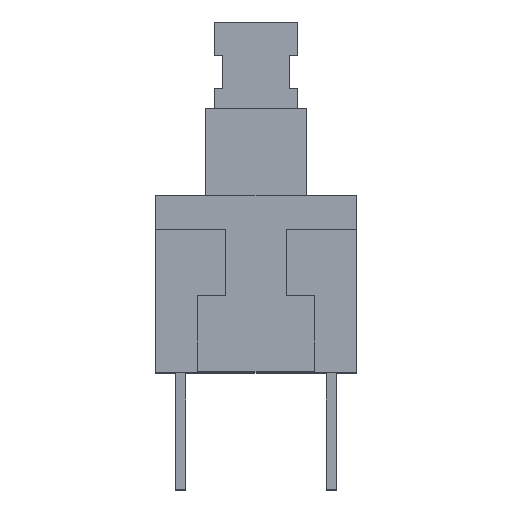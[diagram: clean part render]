
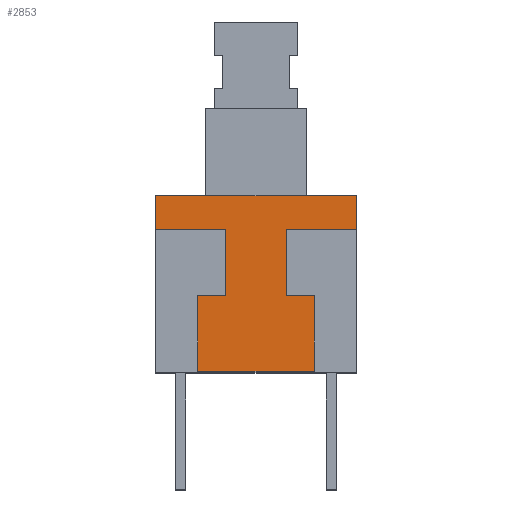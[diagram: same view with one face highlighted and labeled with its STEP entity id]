
A CAD part, top view. The second image highlights one B-rep face of the part: STEP entity #2853.
In plain terms, the highlighted planar face has unit normal (0, 0, 1).
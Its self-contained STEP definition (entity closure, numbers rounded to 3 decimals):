
#62 = DIRECTION ( 'NONE',  ( -1., 0., 0. ) ) ;
#80 = CARTESIAN_POINT ( 'NONE',  ( -0.9, -3., 3. ) ) ;
#83 = CARTESIAN_POINT ( 'NONE',  ( 3., 0., 3. ) ) ;
#116 = CARTESIAN_POINT ( 'NONE',  ( 1.75, -5.25, 3. ) ) ;
#160 = CARTESIAN_POINT ( 'NONE',  ( 0.9, -3., 3. ) ) ;
#252 = VERTEX_POINT ( 'NONE', #1640 ) ;
#262 = EDGE_CURVE ( 'NONE', #891, #3740, #2814, .T. ) ;
#323 = DIRECTION ( 'NONE',  ( 1., 0., 0. ) ) ;
#373 = VERTEX_POINT ( 'NONE', #2377 ) ;
#408 = LINE ( 'NONE', #3736, #2987 ) ;
#444 = EDGE_CURVE ( 'NONE', #252, #2269, #3469, .T. ) ;
#466 = DIRECTION ( 'NONE',  ( 0., -1., 0. ) ) ;
#511 = ORIENTED_EDGE ( 'NONE', *, *, #3872, .T. ) ;
#523 = ORIENTED_EDGE ( 'NONE', *, *, #2413, .T. ) ;
#654 = DIRECTION ( 'NONE',  ( 0., 1., 0. ) ) ;
#664 = LINE ( 'NONE', #83, #2670 ) ;
#712 = PLANE ( 'NONE',  #3741 ) ;
#812 = ORIENTED_EDGE ( 'NONE', *, *, #262, .T. ) ;
#823 = CARTESIAN_POINT ( 'NONE',  ( -3., -1., 3. ) ) ;
#891 = VERTEX_POINT ( 'NONE', #1632 ) ;
#943 = CARTESIAN_POINT ( 'NONE',  ( -3., 0., 3. ) ) ;
#974 = CARTESIAN_POINT ( 'NONE',  ( 0.9, -1., 3. ) ) ;
#1004 = CARTESIAN_POINT ( 'NONE',  ( 0.9, -1., 3. ) ) ;
#1040 = CARTESIAN_POINT ( 'NONE',  ( -3., 0., 3. ) ) ;
#1188 = CARTESIAN_POINT ( 'NONE',  ( 0.9, -3., 3. ) ) ;
#1261 = DIRECTION ( 'NONE',  ( 0., 1., 0. ) ) ;
#1310 = DIRECTION ( 'NONE',  ( 0., 1., 0. ) ) ;
#1398 = VECTOR ( 'NONE', #654, 1000. ) ;
#1457 = EDGE_LOOP ( 'NONE', ( #2882, #3128, #2759, #523, #812, #2937, #2614, #2193, #2272, #2669, #511, #1465 ) ) ;
#1465 = ORIENTED_EDGE ( 'NONE', *, *, #3663, .T. ) ;
#1497 = LINE ( 'NONE', #3650, #3212 ) ;
#1592 = CARTESIAN_POINT ( 'NONE',  ( 1.75, -3., 3. ) ) ;
#1626 = VERTEX_POINT ( 'NONE', #160 ) ;
#1632 = CARTESIAN_POINT ( 'NONE',  ( -1.75, -3., 3. ) ) ;
#1640 = CARTESIAN_POINT ( 'NONE',  ( -0.9, -1., 3. ) ) ;
#1643 = VERTEX_POINT ( 'NONE', #1592 ) ;
#1700 = LINE ( 'NONE', #1996, #2675 ) ;
#1723 = EDGE_CURVE ( 'NONE', #2273, #373, #2673, .T. ) ;
#1734 = DIRECTION ( 'NONE',  ( -1., 0., 0. ) ) ;
#1749 = VECTOR ( 'NONE', #1954, 1000. ) ;
#1813 = DIRECTION ( 'NONE',  ( 1., 0., 0. ) ) ;
#1851 = EDGE_CURVE ( 'NONE', #1626, #2273, #3608, .T. ) ;
#1856 = LINE ( 'NONE', #943, #2098 ) ;
#1899 = CARTESIAN_POINT ( 'NONE',  ( 0., 0., 3. ) ) ;
#1917 = EDGE_CURVE ( 'NONE', #2626, #1643, #1497, .T. ) ;
#1954 = DIRECTION ( 'NONE',  ( 0., -1., 0. ) ) ;
#1991 = DIRECTION ( 'NONE',  ( 1., 0., 0. ) ) ;
#1996 = CARTESIAN_POINT ( 'NONE',  ( -1.75, -3., 3. ) ) ;
#2018 = EDGE_CURVE ( 'NONE', #3740, #2626, #2398, .T. ) ;
#2098 = VECTOR ( 'NONE', #62, 1000. ) ;
#2193 = ORIENTED_EDGE ( 'NONE', *, *, #3603, .T. ) ;
#2235 = EDGE_CURVE ( 'NONE', #2277, #3378, #3598, .T. ) ;
#2252 = EDGE_CURVE ( 'NONE', #3378, #252, #408, .T. ) ;
#2269 = VERTEX_POINT ( 'NONE', #80 ) ;
#2272 = ORIENTED_EDGE ( 'NONE', *, *, #1851, .T. ) ;
#2273 = VERTEX_POINT ( 'NONE', #1004 ) ;
#2277 = VERTEX_POINT ( 'NONE', #1040 ) ;
#2288 = VECTOR ( 'NONE', #1734, 1000. ) ;
#2377 = CARTESIAN_POINT ( 'NONE',  ( 3., -1., 3. ) ) ;
#2398 = LINE ( 'NONE', #3612, #3309 ) ;
#2413 = EDGE_CURVE ( 'NONE', #2269, #891, #1700, .T. ) ;
#2476 = DIRECTION ( 'NONE',  ( 1., 0., 0. ) ) ;
#2480 = VECTOR ( 'NONE', #2975, 1000. ) ;
#2614 = ORIENTED_EDGE ( 'NONE', *, *, #1917, .T. ) ;
#2626 = VERTEX_POINT ( 'NONE', #116 ) ;
#2669 = ORIENTED_EDGE ( 'NONE', *, *, #1723, .T. ) ;
#2670 = VECTOR ( 'NONE', #1310, 1000. ) ;
#2673 = LINE ( 'NONE', #3568, #3026 ) ;
#2675 = VECTOR ( 'NONE', #3454, 1000. ) ;
#2759 = ORIENTED_EDGE ( 'NONE', *, *, #444, .T. ) ;
#2814 = LINE ( 'NONE', #3792, #1749 ) ;
#2853 = ADVANCED_FACE ( 'NONE', ( #3401 ), #712, .T. ) ;
#2882 = ORIENTED_EDGE ( 'NONE', *, *, #2235, .T. ) ;
#2937 = ORIENTED_EDGE ( 'NONE', *, *, #2018, .T. ) ;
#2975 = DIRECTION ( 'NONE',  ( 0., -1., 0. ) ) ;
#2987 = VECTOR ( 'NONE', #2476, 1000. ) ;
#3026 = VECTOR ( 'NONE', #1991, 1000. ) ;
#3099 = DIRECTION ( 'NONE',  ( 0., 0., 1. ) ) ;
#3103 = CARTESIAN_POINT ( 'NONE',  ( -0.9, -1., 3. ) ) ;
#3128 = ORIENTED_EDGE ( 'NONE', *, *, #2252, .T. ) ;
#3188 = VERTEX_POINT ( 'NONE', #3379 ) ;
#3212 = VECTOR ( 'NONE', #1261, 1000. ) ;
#3309 = VECTOR ( 'NONE', #1813, 1000. ) ;
#3347 = CARTESIAN_POINT ( 'NONE',  ( -1.75, -5.25, 3. ) ) ;
#3378 = VERTEX_POINT ( 'NONE', #823 ) ;
#3379 = CARTESIAN_POINT ( 'NONE',  ( 3., 0., 3. ) ) ;
#3401 = FACE_OUTER_BOUND ( 'NONE', #1457, .T. ) ;
#3454 = DIRECTION ( 'NONE',  ( -1., 0., 0. ) ) ;
#3469 = LINE ( 'NONE', #3103, #3748 ) ;
#3568 = CARTESIAN_POINT ( 'NONE',  ( -3., -1., 3. ) ) ;
#3598 = LINE ( 'NONE', #3877, #2480 ) ;
#3603 = EDGE_CURVE ( 'NONE', #1643, #1626, #3875, .T. ) ;
#3608 = LINE ( 'NONE', #974, #1398 ) ;
#3612 = CARTESIAN_POINT ( 'NONE',  ( -1.75, -5.25, 3. ) ) ;
#3650 = CARTESIAN_POINT ( 'NONE',  ( 1.75, -3., 3. ) ) ;
#3663 = EDGE_CURVE ( 'NONE', #3188, #2277, #1856, .T. ) ;
#3736 = CARTESIAN_POINT ( 'NONE',  ( -3., -1., 3. ) ) ;
#3740 = VERTEX_POINT ( 'NONE', #3347 ) ;
#3741 = AXIS2_PLACEMENT_3D ( 'NONE', #1899, #3099, #323 ) ;
#3748 = VECTOR ( 'NONE', #466, 1000. ) ;
#3792 = CARTESIAN_POINT ( 'NONE',  ( -1.75, -3., 3. ) ) ;
#3872 = EDGE_CURVE ( 'NONE', #373, #3188, #664, .T. ) ;
#3875 = LINE ( 'NONE', #1188, #2288 ) ;
#3877 = CARTESIAN_POINT ( 'NONE',  ( -3., 0., 3. ) ) ;
